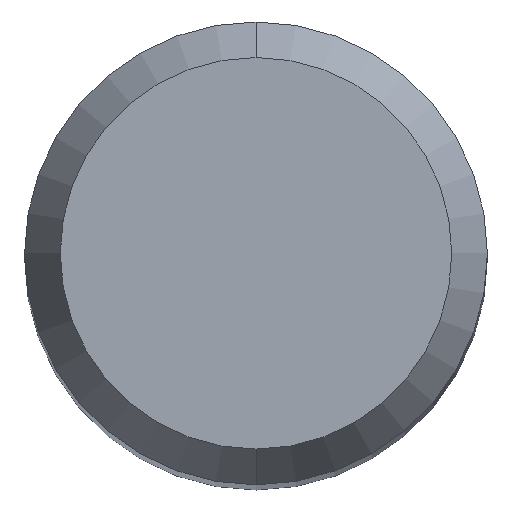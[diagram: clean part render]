
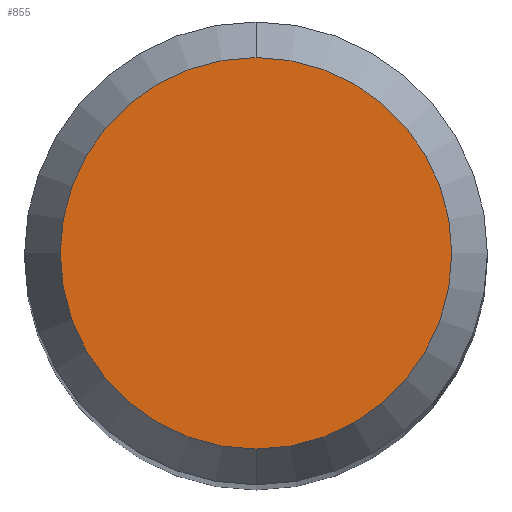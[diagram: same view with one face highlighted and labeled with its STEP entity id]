
A CAD part, top view. The second image highlights one B-rep face of the part: STEP entity #855.
In plain terms, the highlighted planar face has unit normal (0, 0, 1).
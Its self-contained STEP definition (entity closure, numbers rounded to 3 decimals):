
#789=VERTEX_POINT('',#1758);
#855=ADVANCED_FACE('',(#1833),#1834,.T.);
#1051=VERTEX_POINT('',#2053);
#1103=EDGE_CURVE('',#789,#1051,#2107,.T.);
#1405=EDGE_CURVE('',#1051,#789,#2436,.T.);
#1758=CARTESIAN_POINT('',(0.,-2.538,0.0));
#1833=FACE_OUTER_BOUND('',#5672,.T.);
#1834=PLANE('',#5673);
#2053=CARTESIAN_POINT('',(0.0,2.538,0.0));
#2107=CIRCLE('',#8939,2.538);
#2436=CIRCLE('',#12189,2.538);
#5672=EDGE_LOOP('',(#13111,#13112));
#5673=AXIS2_PLACEMENT_3D('',#13113,#13114,#13115);
#8939=AXIS2_PLACEMENT_3D('',#13401,#13402,#13403);
#12189=AXIS2_PLACEMENT_3D('',#13700,#13701,#13702);
#13111=ORIENTED_EDGE('',*,*,#1405,.F.);
#13112=ORIENTED_EDGE('',*,*,#1103,.F.);
#13113=CARTESIAN_POINT('',(0.0,1.269,0.0));
#13114=DIRECTION('',(-0.0,0.0,1.0));
#13115=DIRECTION('',(0.0,-1.0,0.0));
#13401=CARTESIAN_POINT('',(0.0,0.0,0.0));
#13402=DIRECTION('',(0.0,0.0,-1.0));
#13403=DIRECTION('',(0.0,1.0,0.0));
#13700=CARTESIAN_POINT('',(0.0,0.0,0.0));
#13701=DIRECTION('',(0.0,0.0,-1.0));
#13702=DIRECTION('',(0.0,1.0,0.0));
